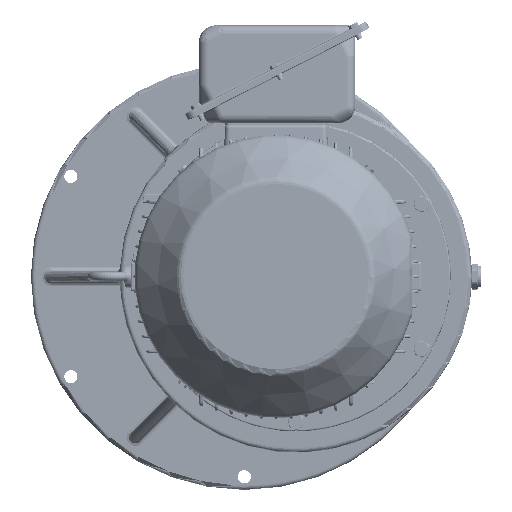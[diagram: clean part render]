
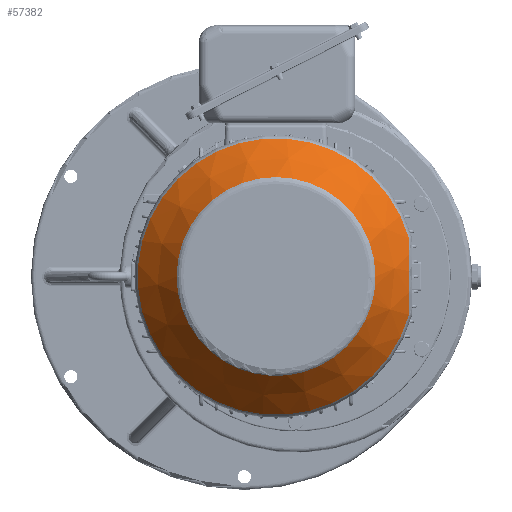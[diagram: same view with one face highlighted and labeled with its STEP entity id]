
A CAD part, left-side view. The second image highlights one B-rep face of the part: STEP entity #57382.
In plain terms, the highlighted conical face has half-angle 40 degrees and reference radius 160.7 mm.
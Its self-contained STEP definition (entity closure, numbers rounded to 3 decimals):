
#2738 = DIRECTION ( 'NONE',  ( 1., 0., 0. ) ) ;
#4452 = CIRCLE ( 'NONE', #30797, 112.997 ) ;
#8246 = CARTESIAN_POINT ( 'NONE',  ( -561.96, 62.959, -43.537 ) ) ;
#11813 = CARTESIAN_POINT ( 'NONE',  ( -568.755, 62.509, -3.586 ) ) ;
#15674 = CARTESIAN_POINT ( 'NONE',  ( -561.96, 62.959, 43.537 ) ) ;
#18232 = ORIENTED_EDGE ( 'NONE', *, *, #227208, .T. ) ;
#20250 = B_SPLINE_CURVE_WITH_KNOTS ( 'NONE', 3,
 ( #225950, #82453, #29473, #223672, #186066, #170717, #101303, #62526, #11813, #136574, #187218, #168423, #205994, #81306, #26013, #44835 ),
 .UNSPECIFIED., .F., .F.,
 ( 4, 2, 2, 2, 2, 2, 2, 4 ),
 ( 0., 0.022, 0.028, 0.033, 0.044, 0.066, 0.078, 0.089 ),
 .UNSPECIFIED. ) ;
#22669 = CARTESIAN_POINT ( 'NONE',  ( -557.778, 214., 0. ) ) ;
#25344 = DIRECTION ( 'NONE',  ( 0., 1., 0. ) ) ;
#26013 = CARTESIAN_POINT ( 'NONE',  ( -563.05, 62.89, 39.995 ) ) ;
#26948 = CARTESIAN_POINT ( 'NONE',  ( -614.628, 214., 0. ) ) ;
#29473 = CARTESIAN_POINT ( 'NONE',  ( -565.848, 62.707, -29.268 ) ) ;
#30797 = AXIS2_PLACEMENT_3D ( 'NONE', #26948, #94126, #98789 ) ;
#38003 = FACE_OUTER_BOUND ( 'NONE', #127078, .T. ) ;
#39659 = CIRCLE ( 'NONE', #89114, 157.191 ) ;
#44353 = VERTEX_POINT ( 'NONE', #116129 ) ;
#44835 = CARTESIAN_POINT ( 'NONE',  ( -561.96, 62.959, 43.537 ) ) ;
#55721 = DIRECTION ( 'NONE',  ( 0., -1., 0. ) ) ;
#57382 = ADVANCED_FACE ( 'NONE', ( #143982, #38003 ), #203642, .T. ) ;
#62526 = CARTESIAN_POINT ( 'NONE',  ( -568.611, 62.519, -7.261 ) ) ;
#68498 = AXIS2_PLACEMENT_3D ( 'NONE', #22669, #2738, #55721 ) ;
#81306 = CARTESIAN_POINT ( 'NONE',  ( -564.024, 62.826, 36.422 ) ) ;
#82453 = CARTESIAN_POINT ( 'NONE',  ( -564.14, 62.82, -36.451 ) ) ;
#83636 = VERTEX_POINT ( 'NONE', #15674 ) ;
#86174 = VERTEX_POINT ( 'NONE', #8246 ) ;
#89114 = AXIS2_PLACEMENT_3D ( 'NONE', #181860, #131289, #25344 ) ;
#94126 = DIRECTION ( 'NONE',  ( 1., 0., 0. ) ) ;
#96805 = EDGE_LOOP ( 'NONE', ( #18232 ) ) ;
#98789 = DIRECTION ( 'NONE',  ( 0., 1., 0. ) ) ;
#101303 = CARTESIAN_POINT ( 'NONE',  ( -568.172, 62.549, -12.789 ) ) ;
#116129 = CARTESIAN_POINT ( 'NONE',  ( -614.628, 326.997, 0. ) ) ;
#122745 = EDGE_CURVE ( 'NONE', #83636, #86174, #39659, .T. ) ;
#127078 = EDGE_LOOP ( 'NONE', ( #145673, #224270 ) ) ;
#131289 = DIRECTION ( 'NONE',  ( -1., 0., 0. ) ) ;
#136574 = CARTESIAN_POINT ( 'NONE',  ( -568.749, 62.51, 7.412 ) ) ;
#143982 = FACE_BOUND ( 'NONE', #96805, .T. ) ;
#145673 = ORIENTED_EDGE ( 'NONE', *, *, #122745, .T. ) ;
#168423 = CARTESIAN_POINT ( 'NONE',  ( -566.432, 62.667, 25.587 ) ) ;
#170464 = EDGE_CURVE ( 'NONE', #86174, #83636, #20250, .T. ) ;
#170717 = CARTESIAN_POINT ( 'NONE',  ( -567.988, 62.562, -14.637 ) ) ;
#181860 = CARTESIAN_POINT ( 'NONE',  ( -561.96, 214., 0. ) ) ;
#186066 = CARTESIAN_POINT ( 'NONE',  ( -567.549, 62.592, -18.315 ) ) ;
#187218 = CARTESIAN_POINT ( 'NONE',  ( -568.157, 62.551, 14.704 ) ) ;
#203642 = CONICAL_SURFACE ( 'NONE', #68498, 160.7, 0.698 ) ;
#205994 = CARTESIAN_POINT ( 'NONE',  ( -565.718, 62.715, 29.207 ) ) ;
#223672 = CARTESIAN_POINT ( 'NONE',  ( -567.294, 62.609, -20.146 ) ) ;
#224270 = ORIENTED_EDGE ( 'NONE', *, *, #170464, .T. ) ;
#225950 = CARTESIAN_POINT ( 'NONE',  ( -561.96, 62.959, -43.537 ) ) ;
#227208 = EDGE_CURVE ( 'NONE', #44353, #44353, #4452, .T. ) ;
